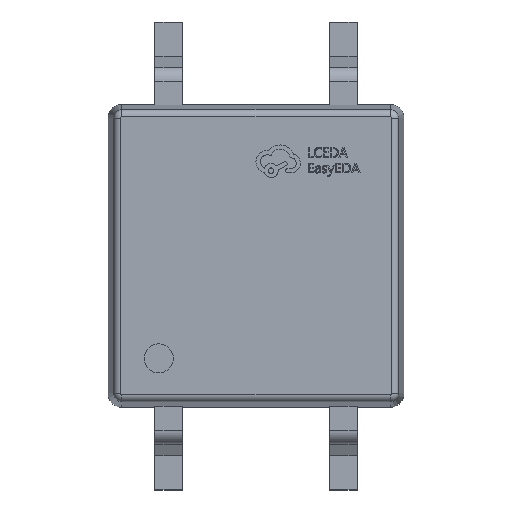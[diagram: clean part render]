
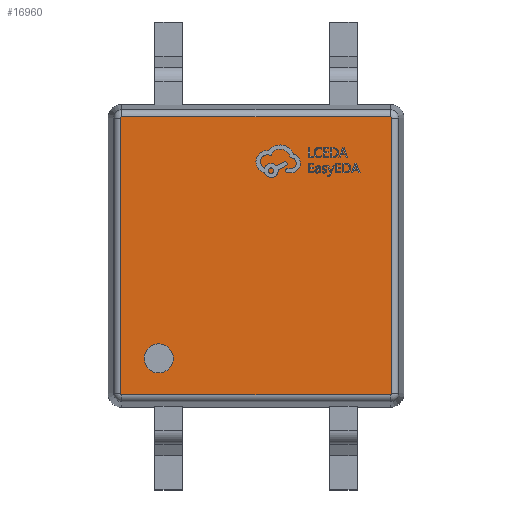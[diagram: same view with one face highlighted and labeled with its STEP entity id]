
A CAD part, top view. The second image highlights one B-rep face of the part: STEP entity #16960.
In plain terms, the highlighted planar face has unit normal (0, 0, 1).
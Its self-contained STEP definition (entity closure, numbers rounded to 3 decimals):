
#112 = PLANE ( 'NONE',  #10308 ) ;
#620 = DIRECTION ( 'NONE',  ( 0., 0., 1. ) ) ;
#661 = VECTOR ( 'NONE', #14408, 1000. ) ;
#1149 = CIRCLE ( 'NONE', #11594, 0.211 ) ;
#1380 = CARTESIAN_POINT ( 'NONE',  ( 1.95, -2., 1. ) ) ;
#1525 = FACE_BOUND ( 'NONE', #6436, .T. ) ;
#1611 = CIRCLE ( 'NONE', #8464, 0.021 ) ;
#1871 = DIRECTION ( 'NONE',  ( 1., 0., 0. ) ) ;
#2143 = LINE ( 'NONE', #13354, #3848 ) ;
#2497 = VERTEX_POINT ( 'NONE', #9566 ) ;
#2923 = ORIENTED_EDGE ( 'NONE', *, *, #17637, .F. ) ;
#3315 = ORIENTED_EDGE ( 'NONE', *, *, #12259, .T. ) ;
#3362 = VERTEX_POINT ( 'NONE', #14532 ) ;
#3394 = DIRECTION ( 'NONE',  ( 1., 0., 0. ) ) ;
#3604 = EDGE_CURVE ( 'NONE', #4056, #9735, #1149, .T. ) ;
#3663 = AXIS2_PLACEMENT_3D ( 'NONE', #7670, #16371, #3394 ) ;
#3717 = CARTESIAN_POINT ( 'NONE',  ( -1.971, -2., 1. ) ) ;
#3826 = CIRCLE ( 'NONE', #4125, 0.021 ) ;
#3848 = VECTOR ( 'NONE', #7729, 1000. ) ;
#4056 = VERTEX_POINT ( 'NONE', #7497 ) ;
#4125 = AXIS2_PLACEMENT_3D ( 'NONE', #1380, #18385, #8375 ) ;
#4225 = LINE ( 'NONE', #8715, #661 ) ;
#4906 = EDGE_LOOP ( 'NONE', ( #3315, #12257, #9154, #12770, #10161, #17234, #15589, #6393 ) ) ;
#5565 = VERTEX_POINT ( 'NONE', #13953 ) ;
#6335 = DIRECTION ( 'NONE',  ( 0., 0., 1. ) ) ;
#6372 = VERTEX_POINT ( 'NONE', #14566 ) ;
#6393 = ORIENTED_EDGE ( 'NONE', *, *, #13697, .T. ) ;
#6436 = EDGE_LOOP ( 'NONE', ( #13749, #2923 ) ) ;
#6960 = VECTOR ( 'NONE', #10998, 1000. ) ;
#7099 = CARTESIAN_POINT ( 'NONE',  ( 1.95, -2., 1. ) ) ;
#7497 = CARTESIAN_POINT ( 'NONE',  ( -1.202, -1.491, 1. ) ) ;
#7670 = CARTESIAN_POINT ( 'NONE',  ( 1.95, 2., 1. ) ) ;
#7729 = DIRECTION ( 'NONE',  ( 1., 0., 0. ) ) ;
#7885 = AXIS2_PLACEMENT_3D ( 'NONE', #13340, #12106, #12014 ) ;
#8309 = EDGE_CURVE ( 'NONE', #3362, #14636, #4225, .T. ) ;
#8375 = DIRECTION ( 'NONE',  ( 1., 0., 0. ) ) ;
#8464 = AXIS2_PLACEMENT_3D ( 'NONE', #10077, #11743, #10441 ) ;
#8466 = VERTEX_POINT ( 'NONE', #10666 ) ;
#8621 = CIRCLE ( 'NONE', #11876, 0.021 ) ;
#8715 = CARTESIAN_POINT ( 'NONE',  ( 1.971, 2., 1. ) ) ;
#8812 = CIRCLE ( 'NONE', #7885, 0.211 ) ;
#9154 = ORIENTED_EDGE ( 'NONE', *, *, #10375, .T. ) ;
#9390 = VERTEX_POINT ( 'NONE', #3717 ) ;
#9566 = CARTESIAN_POINT ( 'NONE',  ( -1.95, 2.021, 1. ) ) ;
#9735 = VERTEX_POINT ( 'NONE', #16664 ) ;
#9753 = FACE_OUTER_BOUND ( 'NONE', #4906, .T. ) ;
#10077 = CARTESIAN_POINT ( 'NONE',  ( -1.95, 2., 1. ) ) ;
#10161 = ORIENTED_EDGE ( 'NONE', *, *, #13653, .T. ) ;
#10308 = AXIS2_PLACEMENT_3D ( 'NONE', #7099, #17212, #15714 ) ;
#10375 = EDGE_CURVE ( 'NONE', #5565, #3362, #3826, .T. ) ;
#10441 = DIRECTION ( 'NONE',  ( 1., 0., 0. ) ) ;
#10646 = CARTESIAN_POINT ( 'NONE',  ( 1.971, 2., 1. ) ) ;
#10666 = CARTESIAN_POINT ( 'NONE',  ( -1.971, 2., 1. ) ) ;
#10682 = LINE ( 'NONE', #14972, #16195 ) ;
#10746 = CARTESIAN_POINT ( 'NONE',  ( -1.414, -1.491, 1. ) ) ;
#10909 = EDGE_CURVE ( 'NONE', #6372, #5565, #2143, .T. ) ;
#10998 = DIRECTION ( 'NONE',  ( -1., 0., 0. ) ) ;
#11594 = AXIS2_PLACEMENT_3D ( 'NONE', #10746, #620, #15033 ) ;
#11743 = DIRECTION ( 'NONE',  ( 0., 0., 1. ) ) ;
#11876 = AXIS2_PLACEMENT_3D ( 'NONE', #17475, #6335, #1871 ) ;
#11968 = DIRECTION ( 'NONE',  ( 0., -1., 0. ) ) ;
#12014 = DIRECTION ( 'NONE',  ( 1., 0., 0. ) ) ;
#12018 = LINE ( 'NONE', #17722, #6960 ) ;
#12106 = DIRECTION ( 'NONE',  ( 0., 0., 1. ) ) ;
#12257 = ORIENTED_EDGE ( 'NONE', *, *, #10909, .T. ) ;
#12259 = EDGE_CURVE ( 'NONE', #9390, #6372, #8621, .T. ) ;
#12770 = ORIENTED_EDGE ( 'NONE', *, *, #8309, .T. ) ;
#13340 = CARTESIAN_POINT ( 'NONE',  ( -1.414, -1.491, 1. ) ) ;
#13354 = CARTESIAN_POINT ( 'NONE',  ( 1.95, -2.021, 1. ) ) ;
#13568 = CARTESIAN_POINT ( 'NONE',  ( 1.95, 2.021, 1. ) ) ;
#13653 = EDGE_CURVE ( 'NONE', #14636, #16433, #14997, .T. ) ;
#13697 = EDGE_CURVE ( 'NONE', #8466, #9390, #10682, .T. ) ;
#13749 = ORIENTED_EDGE ( 'NONE', *, *, #3604, .F. ) ;
#13953 = CARTESIAN_POINT ( 'NONE',  ( 1.95, -2.021, 1. ) ) ;
#14029 = EDGE_CURVE ( 'NONE', #2497, #8466, #1611, .T. ) ;
#14124 = EDGE_CURVE ( 'NONE', #16433, #2497, #12018, .T. ) ;
#14408 = DIRECTION ( 'NONE',  ( 0., 1., 0. ) ) ;
#14532 = CARTESIAN_POINT ( 'NONE',  ( 1.971, -2., 1. ) ) ;
#14566 = CARTESIAN_POINT ( 'NONE',  ( -1.95, -2.021, 1. ) ) ;
#14636 = VERTEX_POINT ( 'NONE', #10646 ) ;
#14972 = CARTESIAN_POINT ( 'NONE',  ( -1.971, -2., 1. ) ) ;
#14997 = CIRCLE ( 'NONE', #3663, 0.021 ) ;
#15033 = DIRECTION ( 'NONE',  ( 1., 0., 0. ) ) ;
#15589 = ORIENTED_EDGE ( 'NONE', *, *, #14029, .T. ) ;
#15714 = DIRECTION ( 'NONE',  ( 1., 0., 0. ) ) ;
#16195 = VECTOR ( 'NONE', #11968, 1000. ) ;
#16371 = DIRECTION ( 'NONE',  ( 0., 0., 1. ) ) ;
#16433 = VERTEX_POINT ( 'NONE', #13568 ) ;
#16664 = CARTESIAN_POINT ( 'NONE',  ( -1.625, -1.491, 1. ) ) ;
#16960 = ADVANCED_FACE ( 'NONE', ( #1525, #9753 ), #112, .T. ) ;
#17212 = DIRECTION ( 'NONE',  ( 0., 0., 1. ) ) ;
#17234 = ORIENTED_EDGE ( 'NONE', *, *, #14124, .T. ) ;
#17475 = CARTESIAN_POINT ( 'NONE',  ( -1.95, -2., 1. ) ) ;
#17637 = EDGE_CURVE ( 'NONE', #9735, #4056, #8812, .T. ) ;
#17722 = CARTESIAN_POINT ( 'NONE',  ( -1.95, 2.021, 1. ) ) ;
#18385 = DIRECTION ( 'NONE',  ( 0., 0., 1. ) ) ;
